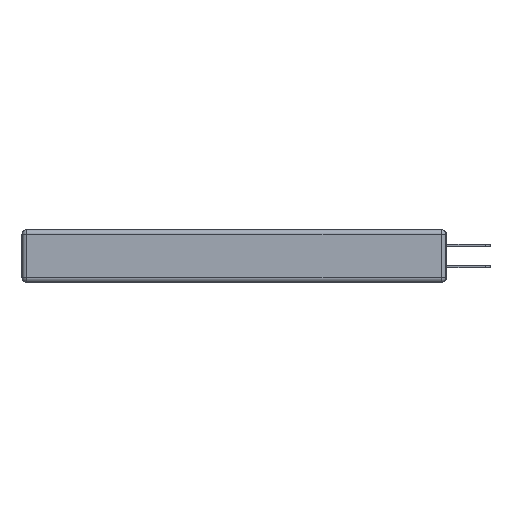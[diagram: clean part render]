
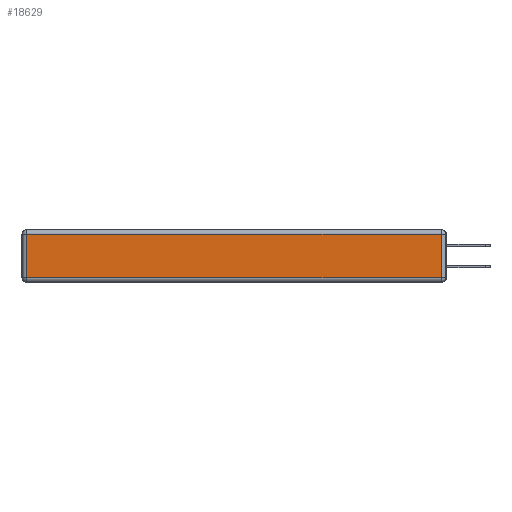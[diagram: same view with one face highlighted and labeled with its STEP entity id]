
A CAD part, left-side view. The second image highlights one B-rep face of the part: STEP entity #18629.
In plain terms, the highlighted planar face has unit normal (-1, 0, 0).
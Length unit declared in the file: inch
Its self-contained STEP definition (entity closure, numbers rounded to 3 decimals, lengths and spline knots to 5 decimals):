
#634 = LINE ( 'NONE', #16575, #8204 ) ;
#1452 = EDGE_CURVE ( 'NONE', #18257, #9658, #634, .T. ) ;
#1663 = AXIS2_PLACEMENT_3D ( 'NONE', #15215, #22700, #10016 ) ;
#1790 = ORIENTED_EDGE ( 'NONE', *, *, #3396, .T. ) ;
#1920 = DIRECTION ( 'NONE',  ( 0., 1., 0. ) ) ;
#1939 = LINE ( 'NONE', #8368, #20450 ) ;
#2154 = ORIENTED_EDGE ( 'NONE', *, *, #22322, .T. ) ;
#2161 = CARTESIAN_POINT ( 'NONE',  ( 0., 0.03, -0.03 ) ) ;
#2665 = VECTOR ( 'NONE', #1920, 39.37008 ) ;
#3396 = EDGE_CURVE ( 'NONE', #19050, #18257, #1939, .T. ) ;
#3552 = CARTESIAN_POINT ( 'NONE',  ( 0., 0.03, -0.313 ) ) ;
#4602 = EDGE_CURVE ( 'NONE', #6850, #19050, #20727, .T. ) ;
#4867 = DIRECTION ( 'NONE',  ( 0., -1., 0. ) ) ;
#6372 = DIRECTION ( 'NONE',  ( 0., 0., -1. ) ) ;
#6416 = VECTOR ( 'NONE', #6372, 39.37008 ) ;
#6850 = VERTEX_POINT ( 'NONE', #14295 ) ;
#8016 = PLANE ( 'NONE',  #1663 ) ;
#8204 = VECTOR ( 'NONE', #20138, 39.37008 ) ;
#8368 = CARTESIAN_POINT ( 'NONE',  ( 0., 0., -0.313 ) ) ;
#9362 = CARTESIAN_POINT ( 'NONE',  ( 0., 2.72, -0.313 ) ) ;
#9658 = VERTEX_POINT ( 'NONE', #2161 ) ;
#10016 = DIRECTION ( 'NONE',  ( 0., 0., 1. ) ) ;
#13634 = ORIENTED_EDGE ( 'NONE', *, *, #1452, .T. ) ;
#14295 = CARTESIAN_POINT ( 'NONE',  ( 0., 2.72, -0.03 ) ) ;
#14524 = CARTESIAN_POINT ( 'NONE',  ( 0., 2.75, -0.03 ) ) ;
#15215 = CARTESIAN_POINT ( 'NONE',  ( 0., 0., -0.343 ) ) ;
#15538 = LINE ( 'NONE', #14524, #2665 ) ;
#16575 = CARTESIAN_POINT ( 'NONE',  ( 0., 0.03, -0.343 ) ) ;
#17981 = EDGE_LOOP ( 'NONE', ( #1790, #13634, #2154, #19085 ) ) ;
#18208 = FACE_OUTER_BOUND ( 'NONE', #17981, .T. ) ;
#18257 = VERTEX_POINT ( 'NONE', #3552 ) ;
#18629 = ADVANCED_FACE ( 'NONE', ( #18208 ), #8016, .T. ) ;
#18745 = CARTESIAN_POINT ( 'NONE',  ( 0., 2.72, -0.343 ) ) ;
#19050 = VERTEX_POINT ( 'NONE', #9362 ) ;
#19085 = ORIENTED_EDGE ( 'NONE', *, *, #4602, .T. ) ;
#20138 = DIRECTION ( 'NONE',  ( 0., 0., 1. ) ) ;
#20450 = VECTOR ( 'NONE', #4867, 39.37008 ) ;
#20727 = LINE ( 'NONE', #18745, #6416 ) ;
#22322 = EDGE_CURVE ( 'NONE', #9658, #6850, #15538, .T. ) ;
#22700 = DIRECTION ( 'NONE',  ( -1., 0., 0. ) ) ;
